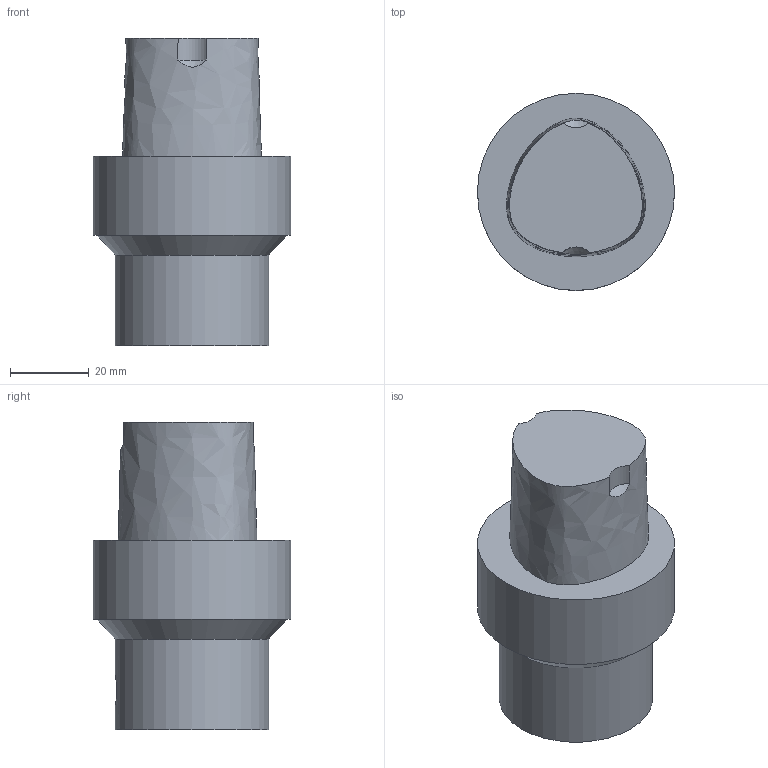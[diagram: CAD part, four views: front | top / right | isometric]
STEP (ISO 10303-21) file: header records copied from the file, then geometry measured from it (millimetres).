
FILE_DESCRIPTION((''),'1');
FILE_NAME('C5-CKB4-48.stp','2022-09-14T02:12:13',(''),(''),'Spatial Interop R21 SP3','Kubotek KeyCreator 2011 V10.0.2 (22737)',' ');
FILE_SCHEMA(('automotive_design'));
Length unit declared in the file: millimetre
Products named in the file (1): 240[2]
Bounding box: 49.98 x 49.98 x 78 mm (x, y, z)
Volume: 91578.8 mm3; surface area: 15156.2 mm2
Topology: 1 solids, 1 shells, 16 faces, 32 edges, 21 vertices
Faces by surface type: plane 6, cylinder 6, cone 3, bspline 1
Full cylindrical faces by diameter (mm): 8.3 x1, 22 x1, 39 x1, 49.98 x1
Entity records: 1957 total; most frequent: CARTESIAN_POINT 1322, PRESENTATION_STYLE_ASSIGNMENT 59, COLOUR_RGB 59, DIRECTION 56, ORIENTED_EDGE 50, STYLED_ITEM 42, CURVE_STYLE 42, DRAUGHTING_PRE_DEFINED_CURVE_FONT 42
